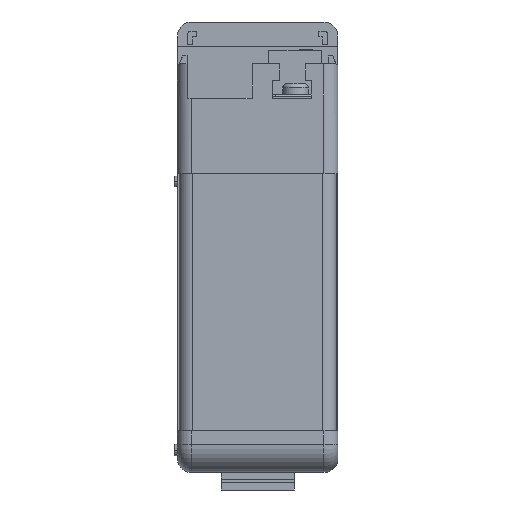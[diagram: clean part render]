
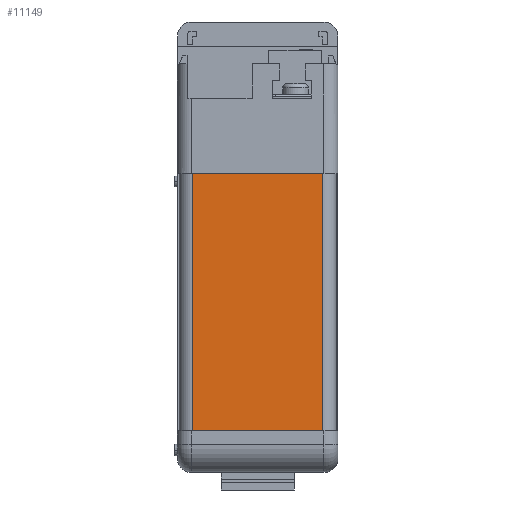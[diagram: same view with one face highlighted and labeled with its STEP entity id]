
A CAD part, front view. The second image highlights one B-rep face of the part: STEP entity #11149.
In plain terms, the highlighted planar face has unit normal (0, -1, 0).
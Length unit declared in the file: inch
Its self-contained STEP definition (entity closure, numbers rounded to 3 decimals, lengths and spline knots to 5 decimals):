
#584 = EDGE_CURVE ( 'NONE', #14776, #15199, #9799, .T. ) ;
#974 = VERTEX_POINT ( 'NONE', #13530 ) ;
#1207 = CARTESIAN_POINT ( 'NONE',  ( 0.5775, -2.9375, 0.655 ) ) ;
#1247 = DIRECTION ( 'NONE',  ( 0., -1., 0. ) ) ;
#1714 = CARTESIAN_POINT ( 'NONE',  ( 0.5775, -2.9375, 0.655 ) ) ;
#1746 = ORIENTED_EDGE ( 'NONE', *, *, #584, .T. ) ;
#2286 = LINE ( 'NONE', #1207, #18367 ) ;
#2860 = DIRECTION ( 'NONE',  ( 0., 0., -1. ) ) ;
#4043 = CARTESIAN_POINT ( 'NONE',  ( -0.5775, -2.9375, -1.63 ) ) ;
#4520 = ORIENTED_EDGE ( 'NONE', *, *, #19397, .F. ) ;
#4749 = DIRECTION ( 'NONE',  ( -1., 0., 0. ) ) ;
#7338 = EDGE_CURVE ( 'NONE', #15199, #17484, #11595, .T. ) ;
#7387 = CARTESIAN_POINT ( 'NONE',  ( 0.5775, -2.9375, 0.655 ) ) ;
#8057 = FACE_OUTER_BOUND ( 'NONE', #19626, .T. ) ;
#9799 = LINE ( 'NONE', #1714, #17581 ) ;
#10189 = LINE ( 'NONE', #13518, #17959 ) ;
#10524 = DIRECTION ( 'NONE',  ( 0., 0., -1. ) ) ;
#10569 = CARTESIAN_POINT ( 'NONE',  ( 0.5775, -2.9375, 0.655 ) ) ;
#10591 = EDGE_CURVE ( 'NONE', #14776, #974, #2286, .T. ) ;
#10612 = CARTESIAN_POINT ( 'NONE',  ( -0.5775, -2.9375, 0.655 ) ) ;
#11149 = ADVANCED_FACE ( 'NONE', ( #8057 ), #13620, .T. ) ;
#11595 = LINE ( 'NONE', #13699, #15740 ) ;
#12114 = DIRECTION ( 'NONE',  ( 0., 0., -1. ) ) ;
#13478 = ORIENTED_EDGE ( 'NONE', *, *, #7338, .T. ) ;
#13518 = CARTESIAN_POINT ( 'NONE',  ( 0.5775, -2.9375, -1.63 ) ) ;
#13530 = CARTESIAN_POINT ( 'NONE',  ( 0.5775, -2.9375, -1.63 ) ) ;
#13620 = PLANE ( 'NONE',  #14242 ) ;
#13699 = CARTESIAN_POINT ( 'NONE',  ( -0.5775, -2.9375, 0.655 ) ) ;
#14242 = AXIS2_PLACEMENT_3D ( 'NONE', #10569, #1247, #12114 ) ;
#14776 = VERTEX_POINT ( 'NONE', #7387 ) ;
#15096 = DIRECTION ( 'NONE',  ( -1., 0., 0. ) ) ;
#15199 = VERTEX_POINT ( 'NONE', #10612 ) ;
#15266 = ORIENTED_EDGE ( 'NONE', *, *, #10591, .F. ) ;
#15740 = VECTOR ( 'NONE', #2860, 39.37008 ) ;
#17484 = VERTEX_POINT ( 'NONE', #4043 ) ;
#17581 = VECTOR ( 'NONE', #4749, 39.37008 ) ;
#17959 = VECTOR ( 'NONE', #15096, 39.37008 ) ;
#18367 = VECTOR ( 'NONE', #10524, 39.37008 ) ;
#19397 = EDGE_CURVE ( 'NONE', #974, #17484, #10189, .T. ) ;
#19626 = EDGE_LOOP ( 'NONE', ( #4520, #15266, #1746, #13478 ) ) ;
